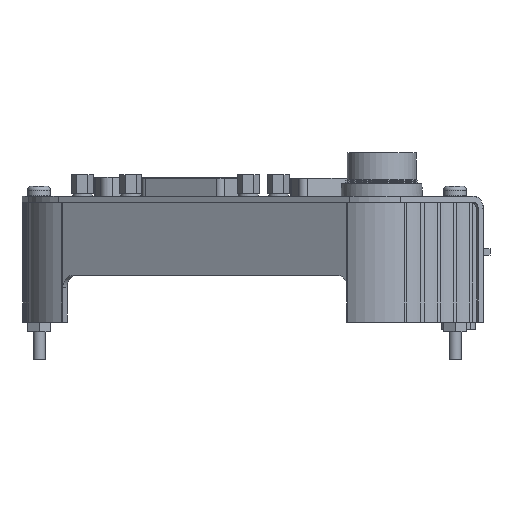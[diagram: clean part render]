
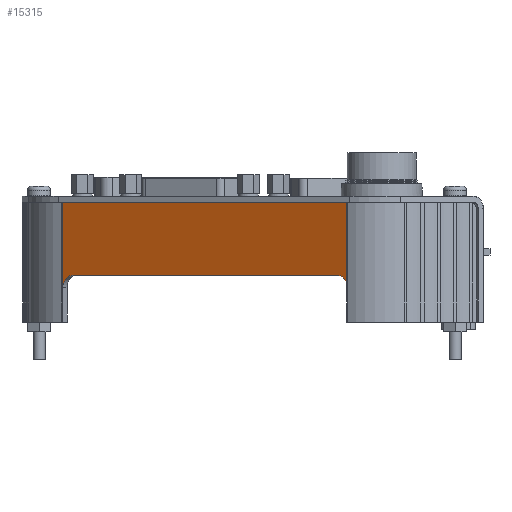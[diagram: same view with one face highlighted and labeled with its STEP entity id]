
A CAD part, left-side view. The second image highlights one B-rep face of the part: STEP entity #15315.
In plain terms, the highlighted face is planar.
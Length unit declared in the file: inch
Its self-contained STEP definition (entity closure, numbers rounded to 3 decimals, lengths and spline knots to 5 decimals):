
#13589=CARTESIAN_POINT('',(1.06831,2.44885,1.15748));
#13590=VERTEX_POINT('',#13589);
#13591=CARTESIAN_POINT('',(1.06831,2.44885,0.82283));
#13592=VERTEX_POINT('',#13591);
#13593=CARTESIAN_POINT('',(1.06831,2.44885,1.15748));
#13594=DIRECTION('',(0.0,0.0,-1.0));
#13595=VECTOR('',#13594,0.33465);
#13596=LINE('',#13593,#13595);
#13597=EDGE_CURVE('',#13590,#13592,#13596,.T.);
#14261=CARTESIAN_POINT('',(1.06807,2.44927,0.0));
#14262=VERTEX_POINT('',#14261);
#14270=CARTESIAN_POINT('',(1.06807,2.44927,1.15748));
#14271=VERTEX_POINT('',#14270);
#14278=CARTESIAN_POINT('',(1.06807,2.44927,0.0));
#14279=DIRECTION('',(0.0,0.0,1.0));
#14280=VECTOR('',#14279,1.15748);
#14281=LINE('',#14278,#14280);
#14282=EDGE_CURVE('',#14262,#14271,#14281,.T.);
#14636=CARTESIAN_POINT('',(2.65516,-0.29966,0.0));
#14637=VERTEX_POINT('',#14636);
#14644=CARTESIAN_POINT('',(2.65516,-0.29966,1.15748));
#14645=VERTEX_POINT('',#14644);
#14646=CARTESIAN_POINT('',(2.65516,-0.29966,0.0));
#14647=DIRECTION('',(0.0,0.0,1.0));
#14648=VECTOR('',#14647,1.15748);
#14649=LINE('',#14646,#14648);
#14650=EDGE_CURVE('',#14637,#14645,#14649,.T.);
#15155=CARTESIAN_POINT('',(2.65492,-0.29925,1.15748));
#15156=VERTEX_POINT('',#15155);
#15157=CARTESIAN_POINT('',(2.65492,-0.29925,1.15748));
#15158=DIRECTION('',(0.5,-0.866,0.0));
#15159=VECTOR('',#15158,0.00048);
#15160=LINE('',#15157,#15159);
#15161=EDGE_CURVE('',#15156,#14645,#15160,.T.);
#15201=CARTESIAN_POINT('',(2.65492,-0.29925,0.82283));
#15202=VERTEX_POINT('',#15201);
#15203=CARTESIAN_POINT('',(2.65492,-0.29925,0.82283));
#15204=DIRECTION('',(0.0,0.0,1.0));
#15205=VECTOR('',#15204,0.33465);
#15206=LINE('',#15203,#15205);
#15207=EDGE_CURVE('',#15202,#15156,#15206,.T.);
#15233=CARTESIAN_POINT('',(2.59587,-0.19696,0.70472));
#15234=VERTEX_POINT('',#15233);
#15235=CARTESIAN_POINT('',(2.59587,-0.19696,0.82283));
#15236=DIRECTION('',(-0.866,-0.5,0.0));
#15237=DIRECTION('',(0.0,0.0,-1.0));
#15238=AXIS2_PLACEMENT_3D('',#15235,#15236,#15237);
#15239=CIRCLE('',#15238,0.11811);
#15240=EDGE_CURVE('',#15234,#15202,#15239,.T.);
#15265=CARTESIAN_POINT('',(1.12736,2.34656,0.70472));
#15266=VERTEX_POINT('',#15265);
#15267=CARTESIAN_POINT('',(1.12736,2.34656,0.70472));
#15268=DIRECTION('',(0.5,-0.866,0.));
#15269=VECTOR('',#15268,2.93701);
#15270=LINE('',#15267,#15269);
#15271=EDGE_CURVE('',#15266,#15234,#15270,.T.);
#15282=CARTESIAN_POINT('',(2.65516,-0.29966,0.0));
#15283=DIRECTION('',(0.866,0.5,0.0));
#15284=DIRECTION('',(0.0,0.0,-1.0));
#15285=AXIS2_PLACEMENT_3D('',#15282,#15283,#15284);
#15286=PLANE('',#15285);
#15287=CARTESIAN_POINT('',(1.12736,2.34656,0.82283));
#15288=DIRECTION('',(-0.866,-0.5,0.));
#15289=DIRECTION('',(-0.5,0.866,0.));
#15290=AXIS2_PLACEMENT_3D('',#15287,#15288,#15289);
#15291=CIRCLE('',#15290,0.11811);
#15292=EDGE_CURVE('',#13592,#15266,#15291,.T.);
#15293=ORIENTED_EDGE('',*,*,#15292,.T.);
#15294=ORIENTED_EDGE('',*,*,#15271,.T.);
#15295=ORIENTED_EDGE('',*,*,#15240,.T.);
#15296=ORIENTED_EDGE('',*,*,#15207,.T.);
#15297=ORIENTED_EDGE('',*,*,#15161,.T.);
#15298=ORIENTED_EDGE('',*,*,#14650,.F.);
#15299=CARTESIAN_POINT('',(2.65516,-0.29966,0.0));
#15300=DIRECTION('',(-0.5,0.866,0.0));
#15301=VECTOR('',#15300,3.17419);
#15302=LINE('',#15299,#15301);
#15303=EDGE_CURVE('',#14637,#14262,#15302,.T.);
#15304=ORIENTED_EDGE('',*,*,#15303,.T.);
#15305=ORIENTED_EDGE('',*,*,#14282,.T.);
#15306=CARTESIAN_POINT('',(1.06807,2.44927,1.15748));
#15307=DIRECTION('',(0.5,-0.866,0.0));
#15308=VECTOR('',#15307,0.00048);
#15309=LINE('',#15306,#15308);
#15310=EDGE_CURVE('',#14271,#13590,#15309,.T.);
#15311=ORIENTED_EDGE('',*,*,#15310,.T.);
#15312=ORIENTED_EDGE('',*,*,#13597,.T.);
#15313=EDGE_LOOP('',(#15293,#15294,#15295,#15296,#15297,#15298,#15304,#15305,#15311,#15312));
#15314=FACE_OUTER_BOUND('',#15313,.T.);
#15315=ADVANCED_FACE('',(#15314),#15286,.T.);
